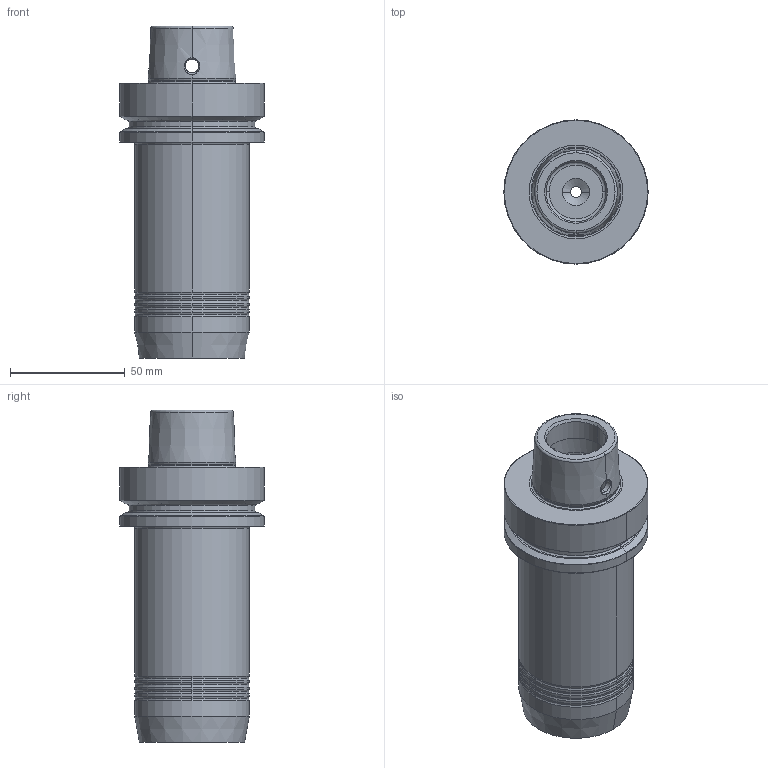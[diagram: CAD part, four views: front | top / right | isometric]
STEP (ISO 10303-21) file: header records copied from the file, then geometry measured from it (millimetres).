
FILE_DESCRIPTION (( 'STEP AP214' ), '1' );
FILE_NAME ('77.F63.025 x=120_step.STEP', '2024-02-01T08:42:44', ( '' ), ( '' ), 'SwSTEP 2.0', 'SolidWorks 2019', '' );
FILE_SCHEMA (( 'AUTOMOTIVE_DESIGN' ));
Length unit declared in the file: millimetre
Products named in the file (1): 77.F63.025 x=120_step
Bounding box: 62.94 x 62.94 x 144.9 mm (x, y, z)
Volume: 233452.5 mm3; surface area: 38291.3 mm2
Topology: 1 solids, 1 shells, 120 faces, 269 edges, 154 vertices
Faces by surface type: torus 48, cylinder 39, cone 24, plane 9
Entity records: 3916 total; most frequent: CARTESIAN_POINT 884, DIRECTION 684, ORIENTED_EDGE 538, AXIS2_PLACEMENT_3D 310, EDGE_CURVE 269, CIRCLE 189, VERTEX_POINT 154, EDGE_LOOP 129
